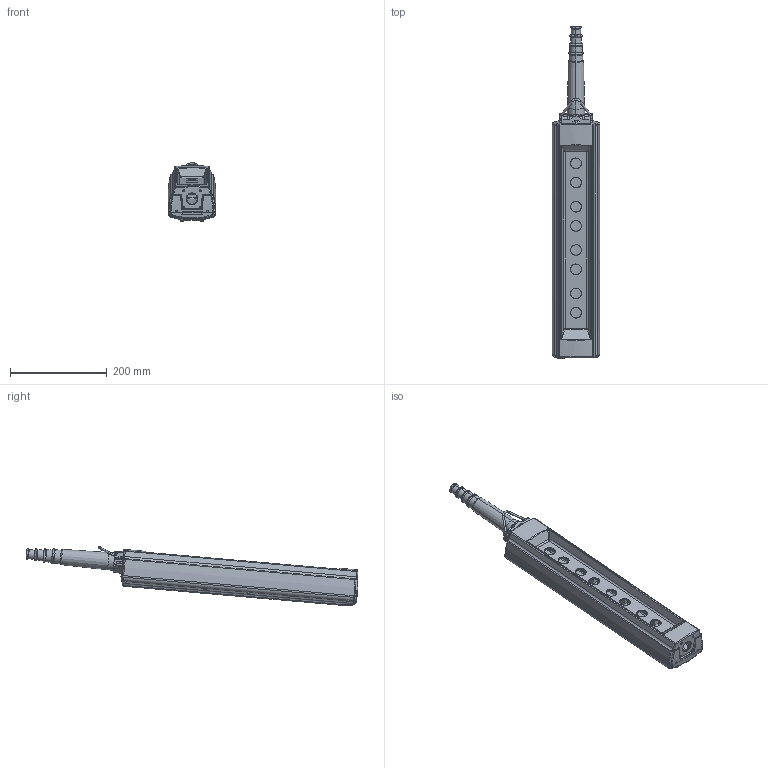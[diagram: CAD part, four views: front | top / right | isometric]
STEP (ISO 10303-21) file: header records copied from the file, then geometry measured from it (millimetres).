
FILE_DESCRIPTION(('CATIA V5 STEP Exchange'),'2;1');
FILE_NAME('XACB08.stp','2022-12-20T13:06:09+00:00',('none'),('none'),'CATIA Version 5-6 Release 2018','CATIA V5 STEP AP203','none');
FILE_SCHEMA(('CONFIG_CONTROL_DESIGN'));
Products named in the file (1): XACB08
Bounding box: 98 x 686.38 x 121.46 mm (x, y, z)
Volume: 765801.6 mm3; surface area: 391599.4 mm2
Topology: 4 solids, 8 shells, 1418 faces, 5545 edges, 4125 vertices
Faces by surface type: cylinder 544, plane 393, bspline 340, sphere 77, torus 54, cone 10
Entity records: 87948 total; most frequent: CARTESIAN_POINT 50044, ORIENTED_EDGE 11008, EDGE_CURVE 5504, VERTEX_POINT 4125, DIRECTION 3877, B_SPLINE_CURVE_WITH_KNOTS 2620, AXIS2_PLACEMENT_3D 1695, EDGE_LOOP 1511
